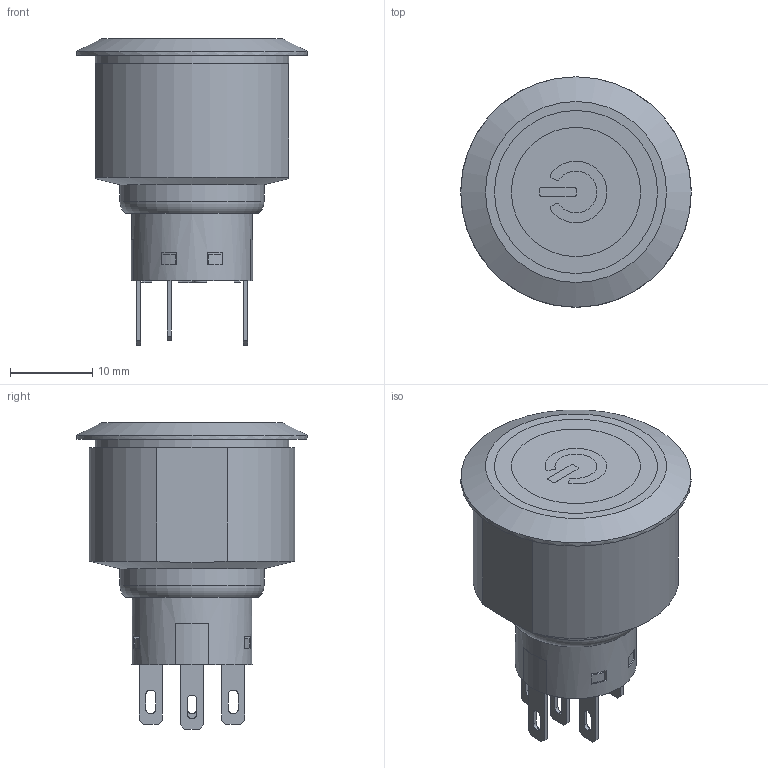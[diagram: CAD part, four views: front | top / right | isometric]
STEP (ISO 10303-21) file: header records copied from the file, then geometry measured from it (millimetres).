
FILE_DESCRIPTION(/* description */ (''),/* implementation_level */ '2;1');
FILE_NAME(/* name */ '000026432_Shrinkwrap_1.stp',/* time_stamp */ '2023-02-22T12:39:27-06:00',/* author */ ('jmeyers'),/* organization */ (''),/* preprocessor_version */ 'ST-DEVELOPER v18.1',/* originating_system */ 'Autodesk Inventor 2020',/* authorisation */ '');
FILE_SCHEMA (('AUTOMOTIVE_DESIGN { 1 0 10303 214 3 1 1 }'));
Length unit declared in the file: millimetre
Products named in the file (1): 000026432_Shrinkwrap_1
Bounding box: 28 x 28 x 37.2 mm (x, y, z)
Volume: 10228.5 mm3; surface area: 4156 mm2
Topology: 1 solids, 1 shells, 269 faces, 757 edges, 501 vertices
Faces by surface type: plane 173, cylinder 47, bspline 46, cone 2, torus 1
Full cylindrical faces by diameter (mm): 13.3 x1, 14.7 x1, 15.7 x1, 17.5 x1, 19.8 x1, 23.5 x1, 28 x1
Entity records: 9004 total; most frequent: CARTESIAN_POINT 2130, ORIENTED_EDGE 1514, DIRECTION 1269, EDGE_CURVE 757, LINE 505, VECTOR 505, VERTEX_POINT 501, AXIS2_PLACEMENT_3D 382
